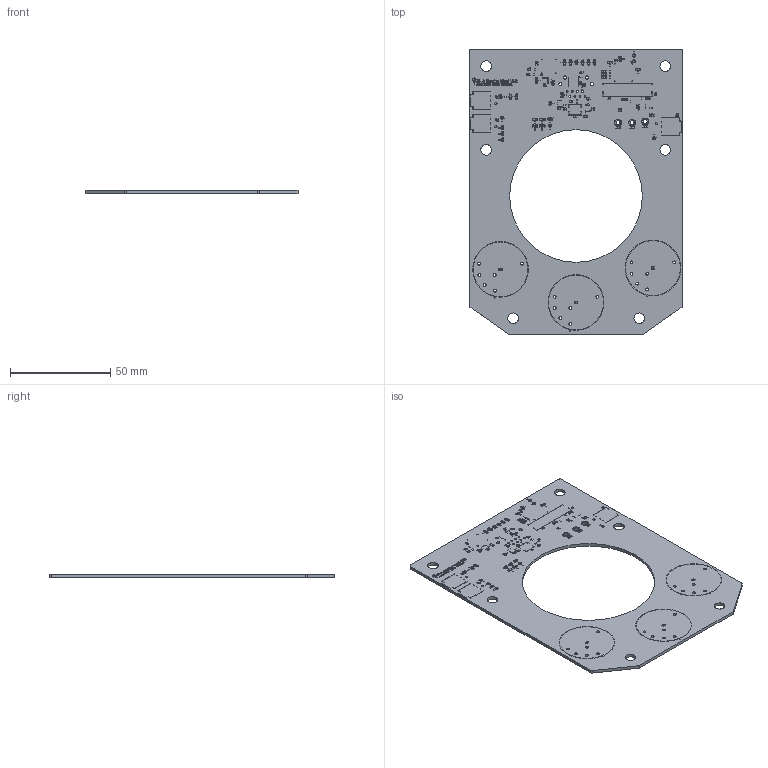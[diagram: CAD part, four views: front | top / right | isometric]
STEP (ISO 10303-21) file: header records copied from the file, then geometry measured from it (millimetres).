
FILE_DESCRIPTION(('KiCad electronic assembly'),'2;1');
FILE_NAME('steering_wheel.step','2026-02-10T03:54:29',('Pcbnew'),( 'Kicad'),'Open CASCADE STEP processor 7.6','KiCad to STEP converter' ,'Unknown');
FILE_SCHEMA(('AUTOMOTIVE_DESIGN { 1 0 10303 214 1 1 1 1 }'));
Length unit declared in the file: millimetre
Products named in the file (4): steering_wheel 1; steering_wheel_silkscreen; steering_wheel_PCB
Assembly tree (3 placements, depth 2):
  steering_wheel 1
    steering_wheel_silkscreen
    steering_wheel_silkscreen
    steering_wheel_PCB
Bounding box: 106.43 x 141.99 x 1.66 mm (x, y, z)
Volume: 16945.5 mm3; surface area: 24030.6 mm2
Topology: 1 solids, 382 shells, 435 faces, 5317 edges, 5265 vertices
Faces by surface type: plane 389, cylinder 46
Full cylindrical faces by diameter (mm): 0.9 x8, 1.4 x18, 1.6 x4, 2 x3, 5.3 x6, 66.04 x1
Entity records: 52317 total; most frequent: CARTESIAN_POINT 11021, DIRECTION 7863, ORIENTED_EDGE 5473, EDGE_CURVE 5317, VERTEX_POINT 5265, LINE 3649, VECTOR 3649, AXIS2_PLACEMENT_3D 2107
